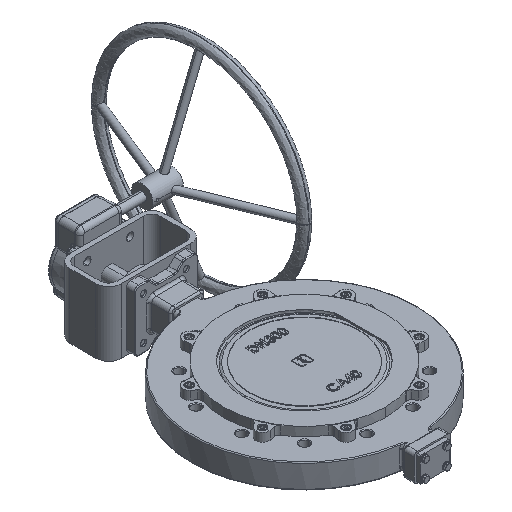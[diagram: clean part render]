
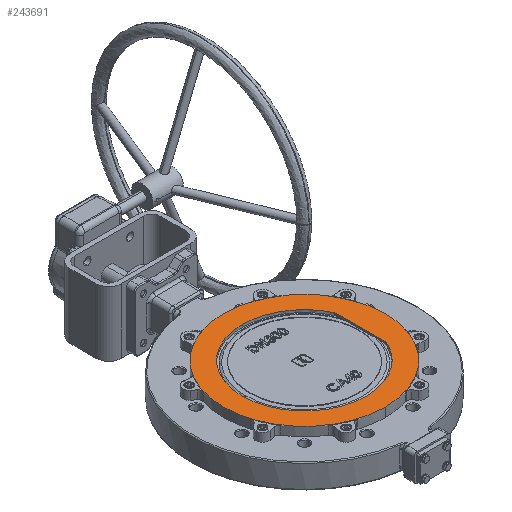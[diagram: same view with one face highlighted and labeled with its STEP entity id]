
A CAD part, isometric view. The second image highlights one B-rep face of the part: STEP entity #243691.
In plain terms, the highlighted planar face has unit normal (0, 0, 1).
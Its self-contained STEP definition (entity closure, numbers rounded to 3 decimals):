
#12867 = CARTESIAN_POINT ( 'NONE',  ( 0., 143.75, 48.96 ) ) ;
#20285 = CIRCLE ( 'NONE', #81893, 143.75 ) ;
#23181 = ORIENTED_EDGE ( 'NONE', *, *, #148042, .T. ) ;
#24381 = EDGE_CURVE ( 'NONE', #138940, #263727, #187049, .T. ) ;
#26604 = CIRCLE ( 'NONE', #244069, 10. ) ;
#40634 = AXIS2_PLACEMENT_3D ( 'NONE', #171409, #285378, #217394 ) ;
#49605 = CARTESIAN_POINT ( 'NONE',  ( 0., 0., 48.96 ) ) ;
#50649 = VERTEX_POINT ( 'NONE', #119103 ) ;
#58116 = ORIENTED_EDGE ( 'NONE', *, *, #72250, .T. ) ;
#59332 = VERTEX_POINT ( 'NONE', #286599 ) ;
#62589 = CARTESIAN_POINT ( 'NONE',  ( 131., 0., 48.96 ) ) ;
#63891 = CARTESIAN_POINT ( 'NONE',  ( 0., 0., 48.96 ) ) ;
#65346 = DIRECTION ( 'NONE',  ( 0., -1., 0. ) ) ;
#65865 = VERTEX_POINT ( 'NONE', #102582 ) ;
#67460 = CIRCLE ( 'NONE', #204523, 143.75 ) ;
#67513 = FACE_OUTER_BOUND ( 'NONE', #255200, .T. ) ;
#72250 = EDGE_CURVE ( 'NONE', #141800, #138940, #67460, .T. ) ;
#72396 = EDGE_CURVE ( 'NONE', #263727, #59332, #20285, .T. ) ;
#77240 = CARTESIAN_POINT ( 'NONE',  ( 0., -143.75, 48.96 ) ) ;
#81893 = AXIS2_PLACEMENT_3D ( 'NONE', #143932, #171941, #189753 ) ;
#85772 = AXIS2_PLACEMENT_3D ( 'NONE', #259403, #280145, #215098 ) ;
#94086 = DIRECTION ( 'NONE',  ( 0., 0., -1. ) ) ;
#102582 = CARTESIAN_POINT ( 'NONE',  ( 131., -56.992, 48.96 ) ) ;
#117260 = VERTEX_POINT ( 'NONE', #127353 ) ;
#118197 = DIRECTION ( 'NONE',  ( 0., -1., 0. ) ) ;
#119103 = CARTESIAN_POINT ( 'NONE',  ( 0., 187.5, 48.96 ) ) ;
#127353 = CARTESIAN_POINT ( 'NONE',  ( 131., 56.992, 48.96 ) ) ;
#138940 = VERTEX_POINT ( 'NONE', #77240 ) ;
#141800 = VERTEX_POINT ( 'NONE', #241532 ) ;
#143932 = CARTESIAN_POINT ( 'NONE',  ( 0., 0., 48.96 ) ) ;
#148042 = EDGE_CURVE ( 'NONE', #117260, #65865, #222374, .T. ) ;
#148131 = CARTESIAN_POINT ( 'NONE',  ( 121., -56.992, 48.96 ) ) ;
#148403 = VERTEX_POINT ( 'NONE', #286738 ) ;
#151850 = CIRCLE ( 'NONE', #85772, 187.5 ) ;
#152811 = DIRECTION ( 'NONE',  ( 0., -1., 0. ) ) ;
#154254 = CARTESIAN_POINT ( 'NONE',  ( 0., 0., 48.96 ) ) ;
#154559 = CIRCLE ( 'NONE', #178170, 187.5 ) ;
#157759 = PLANE ( 'NONE',  #257335 ) ;
#164017 = DIRECTION ( 'NONE',  ( 0., 0., 1. ) ) ;
#171409 = CARTESIAN_POINT ( 'NONE',  ( 0., 0., 48.96 ) ) ;
#171941 = DIRECTION ( 'NONE',  ( 0., 0., -1. ) ) ;
#177858 = EDGE_CURVE ( 'NONE', #148403, #50649, #151850, .T. ) ;
#178170 = AXIS2_PLACEMENT_3D ( 'NONE', #154254, #200073, #248928 ) ;
#179867 = FACE_BOUND ( 'NONE', #267971, .T. ) ;
#186733 = EDGE_CURVE ( 'NONE', #50649, #148403, #154559, .T. ) ;
#187049 = CIRCLE ( 'NONE', #40634, 143.75 ) ;
#189753 = DIRECTION ( 'NONE',  ( 0., -1., 0. ) ) ;
#198174 = ORIENTED_EDGE ( 'NONE', *, *, #245123, .T. ) ;
#200073 = DIRECTION ( 'NONE',  ( 0., 0., -1. ) ) ;
#204036 = CARTESIAN_POINT ( 'NONE',  ( 121., 56.992, 48.96 ) ) ;
#204523 = AXIS2_PLACEMENT_3D ( 'NONE', #63891, #223670, #65346 ) ;
#215098 = DIRECTION ( 'NONE',  ( 0., -1., 0. ) ) ;
#216273 = DIRECTION ( 'NONE',  ( 0., 0., -1. ) ) ;
#217394 = DIRECTION ( 'NONE',  ( 0., -1., 0. ) ) ;
#222374 = LINE ( 'NONE', #62589, #246625 ) ;
#223670 = DIRECTION ( 'NONE',  ( 0., 0., -1. ) ) ;
#225611 = CIRCLE ( 'NONE', #258688, 10. ) ;
#230875 = ORIENTED_EDGE ( 'NONE', *, *, #24381, .T. ) ;
#237013 = DIRECTION ( 'NONE',  ( 0., -1., 0. ) ) ;
#241532 = CARTESIAN_POINT ( 'NONE',  ( 130.047, -61.253, 48.96 ) ) ;
#243236 = ORIENTED_EDGE ( 'NONE', *, *, #251182, .F. ) ;
#243691 = ADVANCED_FACE ( 'NONE', ( #179867, #67513 ), #157759, .F. ) ;
#244069 = AXIS2_PLACEMENT_3D ( 'NONE', #148131, #216273, #237013 ) ;
#244399 = ORIENTED_EDGE ( 'NONE', *, *, #72396, .T. ) ;
#245123 = EDGE_CURVE ( 'NONE', #65865, #141800, #26604, .T. ) ;
#246625 = VECTOR ( 'NONE', #152811, 1000. ) ;
#248928 = DIRECTION ( 'NONE',  ( 0., -1., 0. ) ) ;
#251182 = EDGE_CURVE ( 'NONE', #117260, #59332, #225611, .T. ) ;
#255200 = EDGE_LOOP ( 'NONE', ( #278715, #285975 ) ) ;
#257335 = AXIS2_PLACEMENT_3D ( 'NONE', #49605, #94086, #278895 ) ;
#258688 = AXIS2_PLACEMENT_3D ( 'NONE', #204036, #164017, #118197 ) ;
#259403 = CARTESIAN_POINT ( 'NONE',  ( 0., 0., 48.96 ) ) ;
#263727 = VERTEX_POINT ( 'NONE', #12867 ) ;
#267971 = EDGE_LOOP ( 'NONE', ( #23181, #198174, #58116, #230875, #244399, #243236 ) ) ;
#278715 = ORIENTED_EDGE ( 'NONE', *, *, #186733, .F. ) ;
#278895 = DIRECTION ( 'NONE',  ( 0., -1., 0. ) ) ;
#280145 = DIRECTION ( 'NONE',  ( 0., 0., -1. ) ) ;
#285378 = DIRECTION ( 'NONE',  ( 0., 0., -1. ) ) ;
#285975 = ORIENTED_EDGE ( 'NONE', *, *, #177858, .F. ) ;
#286599 = CARTESIAN_POINT ( 'NONE',  ( 130.047, 61.253, 48.96 ) ) ;
#286738 = CARTESIAN_POINT ( 'NONE',  ( 0., -187.5, 48.96 ) ) ;
